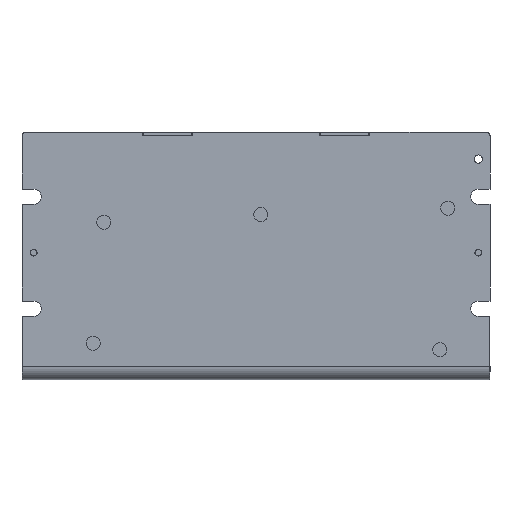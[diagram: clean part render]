
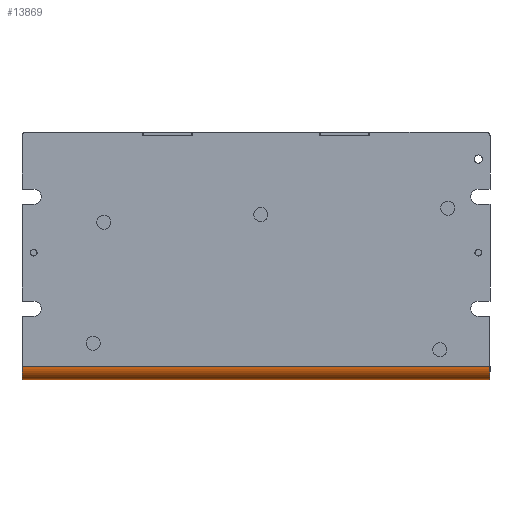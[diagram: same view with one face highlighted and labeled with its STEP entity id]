
A CAD part, front view. The second image highlights one B-rep face of the part: STEP entity #13869.
In plain terms, the highlighted cylindrical face has radius 4 mm (diameter 8 mm), a partial arc.
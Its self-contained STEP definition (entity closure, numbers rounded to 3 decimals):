
#13518=CARTESIAN_POINT('',(-70.,0.,-33.));
#13519=VERTEX_POINT('',#13518);
#13558=CARTESIAN_POINT('',(70.,0.,-33.));
#13559=VERTEX_POINT('',#13558);
#13792=CARTESIAN_POINT('',(70.,4.,-37.));
#13793=VERTEX_POINT('',#13792);
#13800=CARTESIAN_POINT('',(-70.,4.,-37.));
#13801=VERTEX_POINT('',#13800);
#13802=CARTESIAN_POINT('',(70.,4.,-37.));
#13803=DIRECTION('',(-1.0,0.0,0.0));
#13804=VECTOR('',#13803,140.);
#13805=LINE('',#13802,#13804);
#13806=EDGE_CURVE('',#13793,#13801,#13805,.T.);
#13841=CARTESIAN_POINT('',(0.0,4.0,-33.0));
#13842=DIRECTION('',(1.0,0.0,0.));
#13843=DIRECTION('',(0.0,-1.0,0.0));
#13844=AXIS2_PLACEMENT_3D('',#13841,#13842,#13843);
#13845=CYLINDRICAL_SURFACE('',#13844,4.);
#13846=ORIENTED_EDGE('',*,*,#13806,.F.);
#13847=CARTESIAN_POINT('',(70.,4.0,-33.));
#13848=DIRECTION('',(1.0,0.0,0.0));
#13849=DIRECTION('',(0.0,-1.0,0.0));
#13850=AXIS2_PLACEMENT_3D('',#13847,#13848,#13849);
#13851=CIRCLE('',#13850,4.);
#13852=EDGE_CURVE('',#13559,#13793,#13851,.T.);
#13853=ORIENTED_EDGE('',*,*,#13852,.F.);
#13854=CARTESIAN_POINT('',(-70.0,0.0,-33.));
#13855=DIRECTION('',(1.0,0.0,0.0));
#13856=VECTOR('',#13855,140.0);
#13857=LINE('',#13854,#13856);
#13858=EDGE_CURVE('',#13519,#13559,#13857,.T.);
#13859=ORIENTED_EDGE('',*,*,#13858,.F.);
#13860=CARTESIAN_POINT('',(-70.,4.0,-33.));
#13861=DIRECTION('',(-1.0,0.0,0.0));
#13862=DIRECTION('',(0.0,0.0,-1.0));
#13863=AXIS2_PLACEMENT_3D('',#13860,#13861,#13862);
#13864=CIRCLE('',#13863,4.);
#13865=EDGE_CURVE('',#13801,#13519,#13864,.T.);
#13866=ORIENTED_EDGE('',*,*,#13865,.F.);
#13867=EDGE_LOOP('',(#13846,#13853,#13859,#13866));
#13868=FACE_OUTER_BOUND('',#13867,.T.);
#13869=ADVANCED_FACE('',(#13868),#13845,.T.);
